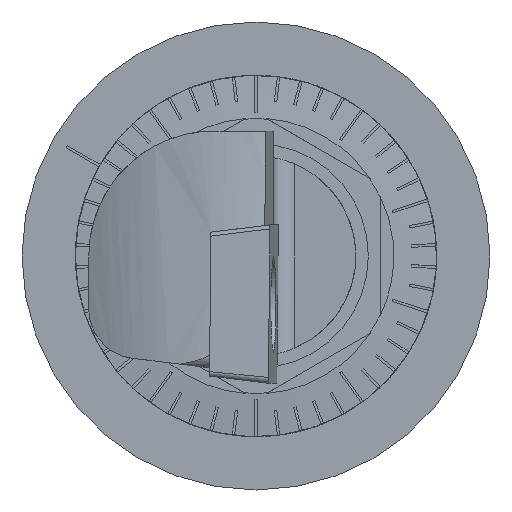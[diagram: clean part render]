
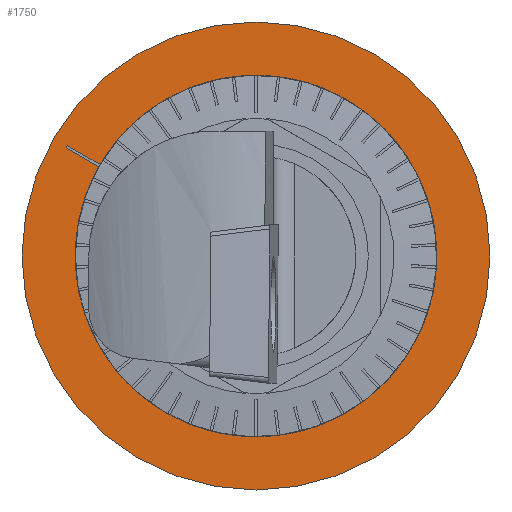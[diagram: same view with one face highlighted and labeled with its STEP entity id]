
A CAD part, left-side view. The second image highlights one B-rep face of the part: STEP entity #1750.
In plain terms, the highlighted planar face has unit normal (-1, 0, 0).
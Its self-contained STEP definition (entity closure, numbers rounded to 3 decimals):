
#205=PLANE('',#5511);
#889=LINE('',#7994,#1315);
#890=LINE('',#7996,#1316);
#891=LINE('',#7998,#1317);
#1315=VECTOR('',#6110,1.);
#1316=VECTOR('',#6111,1.);
#1317=VECTOR('',#6112,1.);
#1750=ADVANCED_FACE('',(#2047,#2048),#205,.T.);
#2047=FACE_BOUND('',#2129,.T.);
#2048=FACE_BOUND('',#2130,.T.);
#2129=EDGE_LOOP('',(#2555,#2556,#2557,#2558));
#2130=EDGE_LOOP('',(#2559));
#2555=ORIENTED_EDGE('',*,*,#4505,.F.);
#2556=ORIENTED_EDGE('',*,*,#4506,.F.);
#2557=ORIENTED_EDGE('',*,*,#4507,.F.);
#2558=ORIENTED_EDGE('',*,*,#4508,.F.);
#2559=ORIENTED_EDGE('',*,*,#4498,.F.);
#3955=VERTEX_POINT('',#7970);
#3962=VERTEX_POINT('',#7992);
#3963=VERTEX_POINT('',#7993);
#3964=VERTEX_POINT('',#7995);
#3965=VERTEX_POINT('',#7997);
#4498=EDGE_CURVE('',#3955,#3955,#5194,.T.);
#4505=EDGE_CURVE('',#3962,#3963,#5201,.T.);
#4506=EDGE_CURVE('',#3964,#3962,#889,.T.);
#4507=EDGE_CURVE('',#3965,#3964,#890,.T.);
#4508=EDGE_CURVE('',#3963,#3965,#891,.T.);
#5194=CIRCLE('',#5495,9.375);
#5201=CIRCLE('',#5510,7.239);
#5495=AXIS2_PLACEMENT_3D('',#7969,#6078,#6079);
#5510=AXIS2_PLACEMENT_3D('',#7991,#6108,#6109);
#5511=AXIS2_PLACEMENT_3D('',#7999,#6113,#6114);
#6078=DIRECTION('',(1.,0.,0.));
#6079=DIRECTION('',(0.,0.,1.));
#6108=DIRECTION('',(-1.,0.,0.));
#6109=DIRECTION('',(0.,0.,1.));
#6110=DIRECTION('',(0.,-0.866,-0.5));
#6111=DIRECTION('',(0.,0.5,-0.866));
#6112=DIRECTION('',(0.,0.866,0.5));
#6113=DIRECTION('',(-1.,0.,0.));
#6114=DIRECTION('',(0.,0.,-1.));
#7969=CARTESIAN_POINT('',(-2.8,0.,0.));
#7970=CARTESIAN_POINT('',(-2.8,0.,9.375));
#7991=CARTESIAN_POINT('',(-2.8,0.,0.));
#7992=CARTESIAN_POINT('',(-2.8,6.294,3.576));
#7993=CARTESIAN_POINT('',(-2.8,6.244,3.663));
#7994=CARTESIAN_POINT('',(-2.8,7.603,4.332));
#7995=CARTESIAN_POINT('',(-2.8,7.603,4.332));
#7996=CARTESIAN_POINT('',(-2.8,7.553,4.418));
#7997=CARTESIAN_POINT('',(-2.8,7.553,4.418));
#7998=CARTESIAN_POINT('',(-2.8,5.821,3.418));
#7999=CARTESIAN_POINT('',(-2.8,0.,-9.375));
